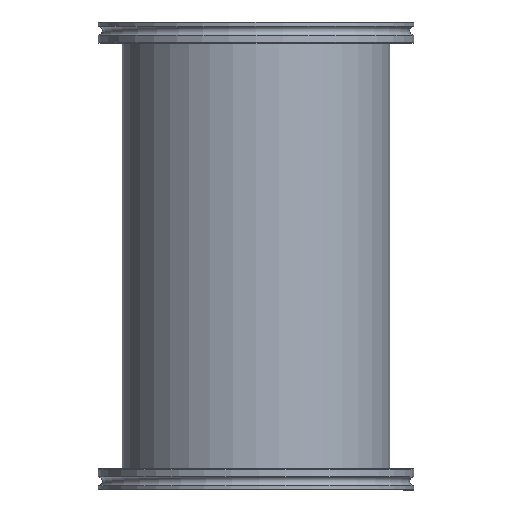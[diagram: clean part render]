
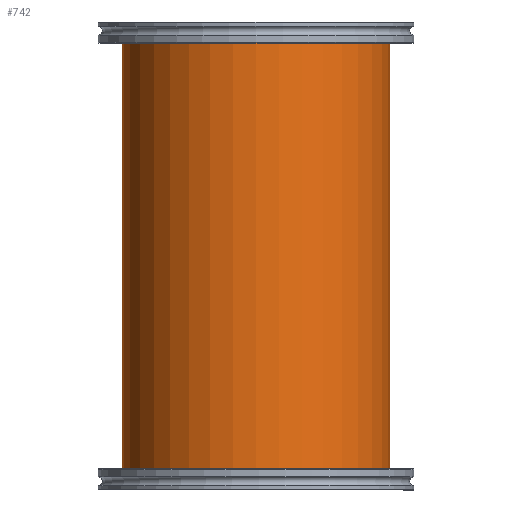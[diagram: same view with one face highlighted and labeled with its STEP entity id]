
A CAD part, left-side view. The second image highlights one B-rep face of the part: STEP entity #742.
In plain terms, the highlighted cylindrical face has radius 76.2 mm (diameter 152.4 mm), a full revolution.
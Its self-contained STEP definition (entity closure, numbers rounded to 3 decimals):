
#88=CIRCLE('',#887,76.2);
#89=CIRCLE('',#888,76.2);
#160=FACE_OUTER_BOUND('',#203,.T.);
#203=EDGE_LOOP('',(#524,#525,#526,#527,#528,#529,#530,#531,#532));
#262=LINE('',#1443,#286);
#263=LINE('',#1445,#287);
#286=VECTOR('',#1024,76.2);
#287=VECTOR('',#1025,76.2);
#307=B_SPLINE_CURVE_WITH_KNOTS('',3,(#1284,#1285,#1286,#1287,#1288,#1289,
#1290,#1291,#1292,#1293,#1294,#1295,#1296,#1297,#1298,#1299,#1300,#1301),
 .UNSPECIFIED.,.F.,.F.,(4,2,2,2,2,2,2,2,4),(7.973,8.964,
9.955,10.946,11.937,12.939,13.941,
14.943,15.945),.UNSPECIFIED.);
#308=B_SPLINE_CURVE_WITH_KNOTS('',3,(#1303,#1304,#1305,#1306,#1307,#1308,
#1309,#1310,#1311,#1312,#1313,#1314,#1315,#1316,#1317,#1318,#1319,#1320,
#1321,#1322,#1323,#1324,#1325,#1326,#1327,#1328,#1329,#1330,#1331,#1332,
#1333,#1334,#1335,#1336,#1337),.UNSPECIFIED.,.F.,.F.,(4,2,2,2,2,2,2,2,3,
2,2,2,2,2,2,2,4),(23.918,24.909,25.9,26.891,
27.882,28.884,29.887,30.889,31.891,
32.893,33.895,34.897,35.899,36.89,
37.881,38.872,39.863),.UNSPECIFIED.);
#309=B_SPLINE_CURVE_WITH_KNOTS('',3,(#1338,#1339,#1340,#1341,#1342,#1343,
#1344,#1345,#1346,#1347,#1348,#1349,#1350,#1351,#1352,#1353,#1354,#1355),
 .UNSPECIFIED.,.F.,.F.,(4,2,2,2,2,2,2,2,4),(15.945,16.947,
17.95,18.952,19.954,20.945,21.936,
22.927,23.918),.UNSPECIFIED.);
#319=VERTEX_POINT('',#1282);
#320=VERTEX_POINT('',#1283);
#321=VERTEX_POINT('',#1302);
#328=VERTEX_POINT('',#1441);
#329=VERTEX_POINT('',#1444);
#397=EDGE_CURVE('',#319,#320,#307,.T.);
#398=EDGE_CURVE('',#321,#319,#308,.T.);
#399=EDGE_CURVE('',#320,#321,#309,.T.);
#409=EDGE_CURVE('',#328,#328,#88,.T.);
#410=EDGE_CURVE('',#328,#319,#262,.T.);
#411=EDGE_CURVE('',#321,#329,#263,.T.);
#412=EDGE_CURVE('',#329,#329,#89,.T.);
#524=ORIENTED_EDGE('',*,*,#409,.F.);
#525=ORIENTED_EDGE('',*,*,#410,.T.);
#526=ORIENTED_EDGE('',*,*,#397,.T.);
#527=ORIENTED_EDGE('',*,*,#399,.T.);
#528=ORIENTED_EDGE('',*,*,#411,.T.);
#529=ORIENTED_EDGE('',*,*,#412,.F.);
#530=ORIENTED_EDGE('',*,*,#411,.F.);
#531=ORIENTED_EDGE('',*,*,#398,.T.);
#532=ORIENTED_EDGE('',*,*,#410,.F.);
#723=CYLINDRICAL_SURFACE('',#886,76.2);
#742=ADVANCED_FACE('',(#160),#723,.T.);
#886=AXIS2_PLACEMENT_3D('',#1440,#1020,#1021);
#887=AXIS2_PLACEMENT_3D('',#1442,#1022,#1023);
#888=AXIS2_PLACEMENT_3D('',#1446,#1026,#1027);
#1020=DIRECTION('center_axis',(0.,0.,1.));
#1021=DIRECTION('ref_axis',(-1.,0.,0.));
#1022=DIRECTION('center_axis',(0.,0.,1.));
#1023=DIRECTION('ref_axis',(-1.,0.,0.));
#1024=DIRECTION('',(0.,0.,-1.));
#1025=DIRECTION('',(0.,0.,-1.));
#1026=DIRECTION('center_axis',(0.,0.,-1.));
#1027=DIRECTION('ref_axis',(-1.,0.,0.));
#1282=CARTESIAN_POINT('',(76.2,0.,178.1));
#1283=CARTESIAN_POINT('',(56.796,50.8,127.3));
#1284=CARTESIAN_POINT('Ctrl Pts',(76.2,0.,178.1));
#1285=CARTESIAN_POINT('Ctrl Pts',(76.2,3.304,178.1));
#1286=CARTESIAN_POINT('Ctrl Pts',(75.98,6.687,177.773));
#1287=CARTESIAN_POINT('Ctrl Pts',(75.097,13.35,176.432));
#1288=CARTESIAN_POINT('Ctrl Pts',(74.433,16.63,175.42));
#1289=CARTESIAN_POINT('Ctrl Pts',(72.761,22.863,172.79));
#1290=CARTESIAN_POINT('Ctrl Pts',(71.751,25.823,171.171));
#1291=CARTESIAN_POINT('Ctrl Pts',(69.555,31.259,167.479));
#1292=CARTESIAN_POINT('Ctrl Pts',(68.37,33.736,165.406));
#1293=CARTESIAN_POINT('Ctrl Pts',(66.021,38.13,161.012));
#1294=CARTESIAN_POINT('Ctrl Pts',(64.766,40.208,158.521));
#1295=CARTESIAN_POINT('Ctrl Pts',(62.329,43.891,153.087));
#1296=CARTESIAN_POINT('Ctrl Pts',(61.148,45.499,150.143));
#1297=CARTESIAN_POINT('Ctrl Pts',(59.113,48.113,143.945));
#1298=CARTESIAN_POINT('Ctrl Pts',(58.26,49.122,140.685));
#1299=CARTESIAN_POINT('Ctrl Pts',(57.1,50.466,134.033));
#1300=CARTESIAN_POINT('Ctrl Pts',(56.796,50.8,130.64));
#1301=CARTESIAN_POINT('Ctrl Pts',(56.796,50.8,127.3));
#1302=CARTESIAN_POINT('',(76.2,0.,76.5));
#1303=CARTESIAN_POINT('Ctrl Pts',(76.2,0.,76.5));
#1304=CARTESIAN_POINT('Ctrl Pts',(76.2,-3.304,76.5));
#1305=CARTESIAN_POINT('Ctrl Pts',(75.98,-6.687,76.827));
#1306=CARTESIAN_POINT('Ctrl Pts',(75.097,-13.35,78.168));
#1307=CARTESIAN_POINT('Ctrl Pts',(74.433,-16.63,79.18));
#1308=CARTESIAN_POINT('Ctrl Pts',(72.761,-22.863,81.81));
#1309=CARTESIAN_POINT('Ctrl Pts',(71.751,-25.823,83.429));
#1310=CARTESIAN_POINT('Ctrl Pts',(69.555,-31.259,87.121));
#1311=CARTESIAN_POINT('Ctrl Pts',(68.37,-33.736,89.194));
#1312=CARTESIAN_POINT('Ctrl Pts',(66.021,-38.13,93.588));
#1313=CARTESIAN_POINT('Ctrl Pts',(64.766,-40.208,96.079));
#1314=CARTESIAN_POINT('Ctrl Pts',(62.329,-43.891,101.513));
#1315=CARTESIAN_POINT('Ctrl Pts',(61.148,-45.499,104.457));
#1316=CARTESIAN_POINT('Ctrl Pts',(59.113,-48.113,110.655));
#1317=CARTESIAN_POINT('Ctrl Pts',(58.26,-49.122,113.915));
#1318=CARTESIAN_POINT('Ctrl Pts',(57.1,-50.466,120.567));
#1319=CARTESIAN_POINT('Ctrl Pts',(56.796,-50.8,123.96));
#1320=CARTESIAN_POINT('Ctrl Pts',(56.796,-50.8,127.3));
#1321=CARTESIAN_POINT('Ctrl Pts',(56.796,-50.8,130.64));
#1322=CARTESIAN_POINT('Ctrl Pts',(57.1,-50.466,134.033));
#1323=CARTESIAN_POINT('Ctrl Pts',(58.26,-49.122,140.685));
#1324=CARTESIAN_POINT('Ctrl Pts',(59.113,-48.113,143.945));
#1325=CARTESIAN_POINT('Ctrl Pts',(61.148,-45.499,150.143));
#1326=CARTESIAN_POINT('Ctrl Pts',(62.329,-43.891,153.087));
#1327=CARTESIAN_POINT('Ctrl Pts',(64.766,-40.208,158.521));
#1328=CARTESIAN_POINT('Ctrl Pts',(66.021,-38.13,161.012));
#1329=CARTESIAN_POINT('Ctrl Pts',(68.37,-33.736,165.406));
#1330=CARTESIAN_POINT('Ctrl Pts',(69.555,-31.259,167.479));
#1331=CARTESIAN_POINT('Ctrl Pts',(71.751,-25.823,171.171));
#1332=CARTESIAN_POINT('Ctrl Pts',(72.761,-22.863,172.79));
#1333=CARTESIAN_POINT('Ctrl Pts',(74.433,-16.63,175.42));
#1334=CARTESIAN_POINT('Ctrl Pts',(75.097,-13.35,176.432));
#1335=CARTESIAN_POINT('Ctrl Pts',(75.98,-6.687,177.773));
#1336=CARTESIAN_POINT('Ctrl Pts',(76.2,-3.304,178.1));
#1337=CARTESIAN_POINT('Ctrl Pts',(76.2,0.,178.1));
#1338=CARTESIAN_POINT('Ctrl Pts',(56.796,50.8,127.3));
#1339=CARTESIAN_POINT('Ctrl Pts',(56.796,50.8,123.96));
#1340=CARTESIAN_POINT('Ctrl Pts',(57.1,50.466,120.567));
#1341=CARTESIAN_POINT('Ctrl Pts',(58.26,49.122,113.915));
#1342=CARTESIAN_POINT('Ctrl Pts',(59.113,48.113,110.655));
#1343=CARTESIAN_POINT('Ctrl Pts',(61.148,45.499,104.457));
#1344=CARTESIAN_POINT('Ctrl Pts',(62.329,43.891,101.513));
#1345=CARTESIAN_POINT('Ctrl Pts',(64.766,40.208,96.079));
#1346=CARTESIAN_POINT('Ctrl Pts',(66.021,38.13,93.588));
#1347=CARTESIAN_POINT('Ctrl Pts',(68.37,33.736,89.194));
#1348=CARTESIAN_POINT('Ctrl Pts',(69.555,31.259,87.121));
#1349=CARTESIAN_POINT('Ctrl Pts',(71.751,25.823,83.429));
#1350=CARTESIAN_POINT('Ctrl Pts',(72.761,22.863,81.81));
#1351=CARTESIAN_POINT('Ctrl Pts',(74.433,16.63,79.18));
#1352=CARTESIAN_POINT('Ctrl Pts',(75.097,13.35,78.168));
#1353=CARTESIAN_POINT('Ctrl Pts',(75.98,6.687,76.827));
#1354=CARTESIAN_POINT('Ctrl Pts',(76.2,3.304,76.5));
#1355=CARTESIAN_POINT('Ctrl Pts',(76.2,0.,76.5));
#1440=CARTESIAN_POINT('Origin',(0.,0.,0.));
#1441=CARTESIAN_POINT('',(76.2,0.,254.6));
#1442=CARTESIAN_POINT('Origin',(0.,0.,254.6));
#1443=CARTESIAN_POINT('',(76.2,0.,0.));
#1444=CARTESIAN_POINT('',(76.2,0.,0.));
#1445=CARTESIAN_POINT('',(76.2,0.,0.));
#1446=CARTESIAN_POINT('Origin',(0.,0.,0.));
